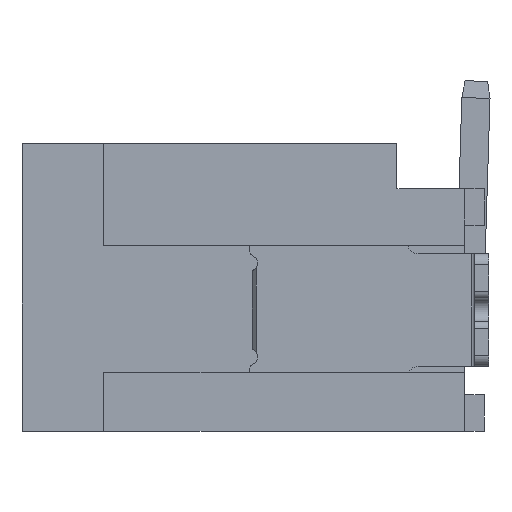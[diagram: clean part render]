
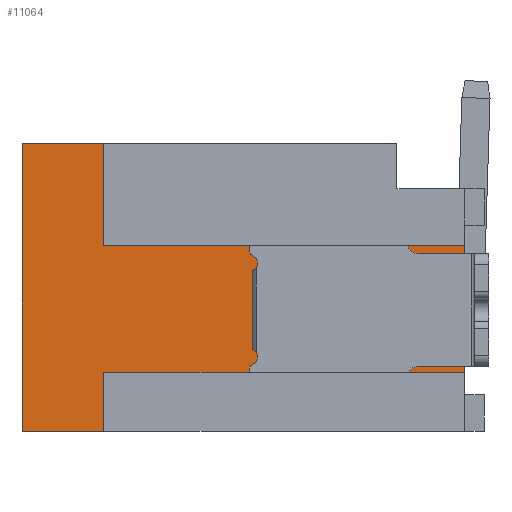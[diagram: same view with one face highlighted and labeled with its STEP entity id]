
A CAD part, left-side view. The second image highlights one B-rep face of the part: STEP entity #11064.
In plain terms, the highlighted planar face has unit normal (-1, 0, 0).
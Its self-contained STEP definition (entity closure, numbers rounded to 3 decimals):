
#133 = CARTESIAN_POINT ( 'NONE',  ( -7., -6.83, -2.55 ) ) ;
#150 = LINE ( 'NONE', #7206, #2483 ) ;
#220 = VERTEX_POINT ( 'NONE', #2848 ) ;
#318 = DIRECTION ( 'NONE',  ( 0., 0., -1. ) ) ;
#790 = VECTOR ( 'NONE', #11149, 1000. ) ;
#808 = DIRECTION ( 'NONE',  ( 0., 0., -1. ) ) ;
#866 = CARTESIAN_POINT ( 'NONE',  ( -7., -1.45, -1.1 ) ) ;
#868 = CARTESIAN_POINT ( 'NONE',  ( -7., -1.6, -1.25 ) ) ;
#1164 = VECTOR ( 'NONE', #1655, 1000. ) ;
#1167 = CARTESIAN_POINT ( 'NONE',  ( -7., -4.65, -1.8 ) ) ;
#1225 = LINE ( 'NONE', #3908, #10601 ) ;
#1343 = CARTESIAN_POINT ( 'NONE',  ( -7., -6.83, -1.525 ) ) ;
#1375 = CARTESIAN_POINT ( 'NONE',  ( -7., -6.83, -1.8 ) ) ;
#1546 = EDGE_CURVE ( 'NONE', #4929, #8844, #8595, .T. ) ;
#1655 = DIRECTION ( 'NONE',  ( 0., 1., 0. ) ) ;
#2142 = DIRECTION ( 'NONE',  ( 0., 1., 0. ) ) ;
#2314 = VECTOR ( 'NONE', #808, 1000. ) ;
#2408 = DIRECTION ( 'NONE',  ( 0., 0., -1. ) ) ;
#2447 = DIRECTION ( 'NONE',  ( 0., 0., 1. ) ) ;
#2483 = VECTOR ( 'NONE', #2447, 1000. ) ;
#2737 = ORIENTED_EDGE ( 'NONE', *, *, #1546, .F. ) ;
#2761 = ORIENTED_EDGE ( 'NONE', *, *, #3904, .F. ) ;
#2848 = CARTESIAN_POINT ( 'NONE',  ( -7., -1.45, -4.8 ) ) ;
#3146 = DIRECTION ( 'NONE',  ( 0., 0., -1. ) ) ;
#3289 = CARTESIAN_POINT ( 'NONE',  ( -7., -3.925, -2.55 ) ) ;
#3318 = CARTESIAN_POINT ( 'NONE',  ( -7., -1.45, -2.55 ) ) ;
#3535 = CARTESIAN_POINT ( 'NONE',  ( -7., -4.215, -1.25 ) ) ;
#3546 = CARTESIAN_POINT ( 'NONE',  ( -7., -3.325, 0. ) ) ;
#3609 = VECTOR ( 'NONE', #9592, 1000. ) ;
#3635 = LINE ( 'NONE', #5909, #10066 ) ;
#3664 = CARTESIAN_POINT ( 'NONE',  ( -7., -6.83, -4.65 ) ) ;
#3684 = DIRECTION ( 'NONE',  ( 0., 1., 0. ) ) ;
#3825 = EDGE_CURVE ( 'NONE', #4833, #6585, #4923, .T. ) ;
#3830 = CARTESIAN_POINT ( 'NONE',  ( -7., 0., 0. ) ) ;
#3860 = CARTESIAN_POINT ( 'NONE',  ( -7., -7.85, -4.05 ) ) ;
#3904 = EDGE_CURVE ( 'NONE', #4479, #10357, #9102, .T. ) ;
#3908 = CARTESIAN_POINT ( 'NONE',  ( -7., -3.925, -5.1 ) ) ;
#4168 = EDGE_CURVE ( 'NONE', #11012, #9020, #150, .T. ) ;
#4176 = EDGE_CURVE ( 'NONE', #8844, #9532, #3635, .T. ) ;
#4269 = CARTESIAN_POINT ( 'NONE',  ( -7., -1.45, -5.1 ) ) ;
#4289 = EDGE_CURVE ( 'NONE', #5383, #11012, #1225, .T. ) ;
#4471 = CARTESIAN_POINT ( 'NONE',  ( -7., -1.45, -1.1 ) ) ;
#4479 = VERTEX_POINT ( 'NONE', #7131 ) ;
#4679 = CARTESIAN_POINT ( 'NONE',  ( -7., -1.45, -0.9 ) ) ;
#4749 = ORIENTED_EDGE ( 'NONE', *, *, #4289, .F. ) ;
#4783 = EDGE_CURVE ( 'NONE', #9020, #4479, #7856, .T. ) ;
#4833 = VERTEX_POINT ( 'NONE', #9802 ) ;
#4860 = CARTESIAN_POINT ( 'NONE',  ( -7., -1.6, -4.65 ) ) ;
#4905 = ORIENTED_EDGE ( 'NONE', *, *, #9888, .F. ) ;
#4923 = LINE ( 'NONE', #1343, #9688 ) ;
#4929 = VERTEX_POINT ( 'NONE', #7634 ) ;
#4939 = EDGE_CURVE ( 'NONE', #9855, #4929, #6725, .T. ) ;
#4975 = ORIENTED_EDGE ( 'NONE', *, *, #5795, .T. ) ;
#5062 = DIRECTION ( 'NONE',  ( 0., 1., 0. ) ) ;
#5133 = EDGE_CURVE ( 'NONE', #220, #5383, #8190, .T. ) ;
#5176 = CARTESIAN_POINT ( 'NONE',  ( -7., -7.85, -2.55 ) ) ;
#5213 = ORIENTED_EDGE ( 'NONE', *, *, #4176, .F. ) ;
#5383 = VERTEX_POINT ( 'NONE', #4269 ) ;
#5390 = VECTOR ( 'NONE', #8587, 1000. ) ;
#5795 = EDGE_CURVE ( 'NONE', #4833, #10984, #7053, .T. ) ;
#5909 = CARTESIAN_POINT ( 'NONE',  ( -7., -4.215, -4.65 ) ) ;
#6088 = EDGE_LOOP ( 'NONE', ( #10473, #4749, #8654, #4905, #5213, #2737, #8634, #7800, #8117, #10590, #4975, #7725, #2761, #7007 ) ) ;
#6146 = VECTOR ( 'NONE', #5062, 1000. ) ;
#6465 = DIRECTION ( 'NONE',  ( 0., 1., 0. ) ) ;
#6511 = CARTESIAN_POINT ( 'NONE',  ( -7., 0., -5.1 ) ) ;
#6568 = VERTEX_POINT ( 'NONE', #8214 ) ;
#6585 = VERTEX_POINT ( 'NONE', #1375 ) ;
#6702 = VECTOR ( 'NONE', #10124, 1000. ) ;
#6725 = LINE ( 'NONE', #10870, #6146 ) ;
#6736 = DIRECTION ( 'NONE',  ( 1., 0., 0. ) ) ;
#7007 = ORIENTED_EDGE ( 'NONE', *, *, #4783, .F. ) ;
#7053 = LINE ( 'NONE', #3535, #1164 ) ;
#7131 = CARTESIAN_POINT ( 'NONE',  ( -7., -1.45, 0. ) ) ;
#7206 = CARTESIAN_POINT ( 'NONE',  ( -7., 0., -2.55 ) ) ;
#7448 = DIRECTION ( 'NONE',  ( 0., 0.707, -0.707 ) ) ;
#7454 = EDGE_CURVE ( 'NONE', #6568, #6585, #8051, .T. ) ;
#7585 = PLANE ( 'NONE',  #8121 ) ;
#7634 = CARTESIAN_POINT ( 'NONE',  ( -7., -6.83, -4.05 ) ) ;
#7725 = ORIENTED_EDGE ( 'NONE', *, *, #8878, .F. ) ;
#7800 = ORIENTED_EDGE ( 'NONE', *, *, #11124, .F. ) ;
#7856 = LINE ( 'NONE', #3546, #3609 ) ;
#8051 = LINE ( 'NONE', #1167, #10013 ) ;
#8117 = ORIENTED_EDGE ( 'NONE', *, *, #7454, .T. ) ;
#8121 = AXIS2_PLACEMENT_3D ( 'NONE', #3289, #6736, #2408 ) ;
#8190 = LINE ( 'NONE', #3318, #6702 ) ;
#8214 = CARTESIAN_POINT ( 'NONE',  ( -7., -7.85, -1.8 ) ) ;
#8427 = FACE_OUTER_BOUND ( 'NONE', #6088, .T. ) ;
#8587 = DIRECTION ( 'NONE',  ( 0., 0., -1. ) ) ;
#8595 = LINE ( 'NONE', #133, #2314 ) ;
#8630 = VECTOR ( 'NONE', #318, 1000. ) ;
#8634 = ORIENTED_EDGE ( 'NONE', *, *, #4939, .F. ) ;
#8654 = ORIENTED_EDGE ( 'NONE', *, *, #5133, .F. ) ;
#8812 = LINE ( 'NONE', #866, #790 ) ;
#8844 = VERTEX_POINT ( 'NONE', #3664 ) ;
#8878 = EDGE_CURVE ( 'NONE', #10357, #10984, #8812, .T. ) ;
#8952 = LINE ( 'NONE', #4860, #11021 ) ;
#9020 = VERTEX_POINT ( 'NONE', #3830 ) ;
#9102 = LINE ( 'NONE', #4679, #8630 ) ;
#9422 = LINE ( 'NONE', #5176, #5390 ) ;
#9509 = CARTESIAN_POINT ( 'NONE',  ( -7., -1.6, -4.65 ) ) ;
#9532 = VERTEX_POINT ( 'NONE', #9509 ) ;
#9592 = DIRECTION ( 'NONE',  ( 0., -1., 0. ) ) ;
#9688 = VECTOR ( 'NONE', #3146, 1000. ) ;
#9802 = CARTESIAN_POINT ( 'NONE',  ( -7., -6.83, -1.25 ) ) ;
#9855 = VERTEX_POINT ( 'NONE', #3860 ) ;
#9888 = EDGE_CURVE ( 'NONE', #9532, #220, #8952, .T. ) ;
#10013 = VECTOR ( 'NONE', #2142, 1000. ) ;
#10066 = VECTOR ( 'NONE', #3684, 1000. ) ;
#10124 = DIRECTION ( 'NONE',  ( 0., 0., -1. ) ) ;
#10357 = VERTEX_POINT ( 'NONE', #4471 ) ;
#10473 = ORIENTED_EDGE ( 'NONE', *, *, #4168, .F. ) ;
#10590 = ORIENTED_EDGE ( 'NONE', *, *, #3825, .F. ) ;
#10601 = VECTOR ( 'NONE', #6465, 1000. ) ;
#10870 = CARTESIAN_POINT ( 'NONE',  ( -7., -3.925, -4.05 ) ) ;
#10984 = VERTEX_POINT ( 'NONE', #868 ) ;
#11012 = VERTEX_POINT ( 'NONE', #6511 ) ;
#11021 = VECTOR ( 'NONE', #7448, 1000. ) ;
#11064 = ADVANCED_FACE ( 'NONE', ( #8427 ), #7585, .F. ) ;
#11124 = EDGE_CURVE ( 'NONE', #6568, #9855, #9422, .T. ) ;
#11149 = DIRECTION ( 'NONE',  ( 0., -0.707, -0.707 ) ) ;
